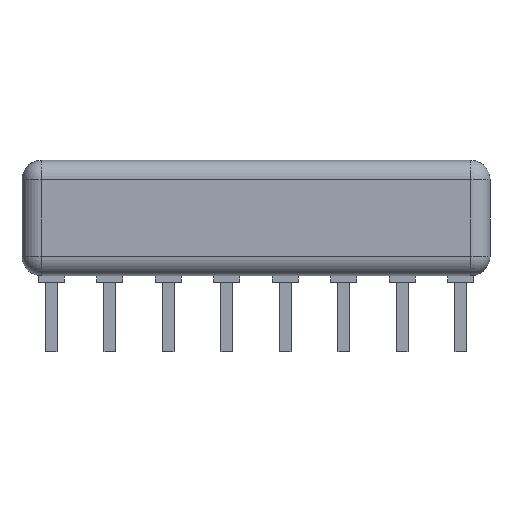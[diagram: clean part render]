
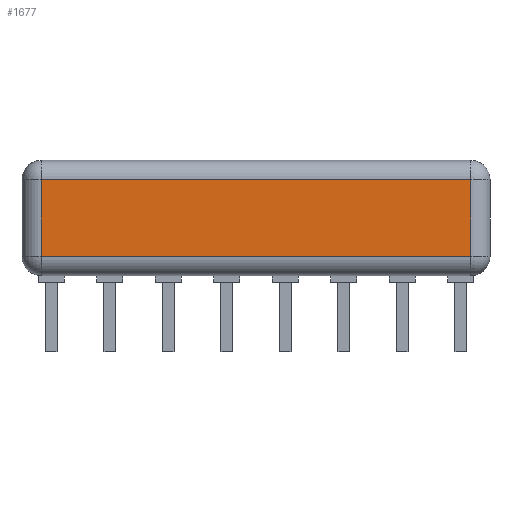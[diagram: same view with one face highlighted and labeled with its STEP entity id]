
A CAD part, front view. The second image highlights one B-rep face of the part: STEP entity #1677.
In plain terms, the highlighted planar face has unit normal (0, -1, 0).
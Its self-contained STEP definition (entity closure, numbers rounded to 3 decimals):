
#801 = VERTEX_POINT('',#802);
#802 = CARTESIAN_POINT('',(-0.437,-1.25,1.133));
#809 = EDGE_CURVE('',#801,#810,#812,.T.);
#810 = VERTEX_POINT('',#811);
#811 = CARTESIAN_POINT('',(18.217,-1.25,1.133));
#812 = LINE('',#813,#814);
#813 = CARTESIAN_POINT('',(-1.27,-1.25,1.133));
#814 = VECTOR('',#815,1.);
#815 = DIRECTION('',(1.,0.,0.));
#1677 = ADVANCED_FACE('',(#1678),#1703,.F.);
#1678 = FACE_BOUND('',#1679,.F.);
#1679 = EDGE_LOOP('',(#1680,#1681,#1689,#1697));
#1680 = ORIENTED_EDGE('',*,*,#809,.F.);
#1681 = ORIENTED_EDGE('',*,*,#1682,.F.);
#1682 = EDGE_CURVE('',#1683,#801,#1685,.T.);
#1683 = VERTEX_POINT('',#1684);
#1684 = CARTESIAN_POINT('',(-0.437,-1.25,4.467));
#1685 = LINE('',#1686,#1687);
#1686 = CARTESIAN_POINT('',(-0.437,-1.25,5.3));
#1687 = VECTOR('',#1688,1.);
#1688 = DIRECTION('',(0.,0.,-1.));
#1689 = ORIENTED_EDGE('',*,*,#1690,.T.);
#1690 = EDGE_CURVE('',#1683,#1691,#1693,.T.);
#1691 = VERTEX_POINT('',#1692);
#1692 = CARTESIAN_POINT('',(18.217,-1.25,4.467));
#1693 = LINE('',#1694,#1695);
#1694 = CARTESIAN_POINT('',(-1.27,-1.25,4.467));
#1695 = VECTOR('',#1696,1.);
#1696 = DIRECTION('',(1.,0.,0.));
#1697 = ORIENTED_EDGE('',*,*,#1698,.T.);
#1698 = EDGE_CURVE('',#1691,#810,#1699,.T.);
#1699 = LINE('',#1700,#1701);
#1700 = CARTESIAN_POINT('',(18.217,-1.25,5.3));
#1701 = VECTOR('',#1702,1.);
#1702 = DIRECTION('',(0.,0.,-1.));
#1703 = PLANE('',#1704);
#1704 = AXIS2_PLACEMENT_3D('',#1705,#1706,#1707);
#1705 = CARTESIAN_POINT('',(-1.27,-1.25,5.3));
#1706 = DIRECTION('',(0.,1.,0.));
#1707 = DIRECTION('',(0.,0.,-1.));
